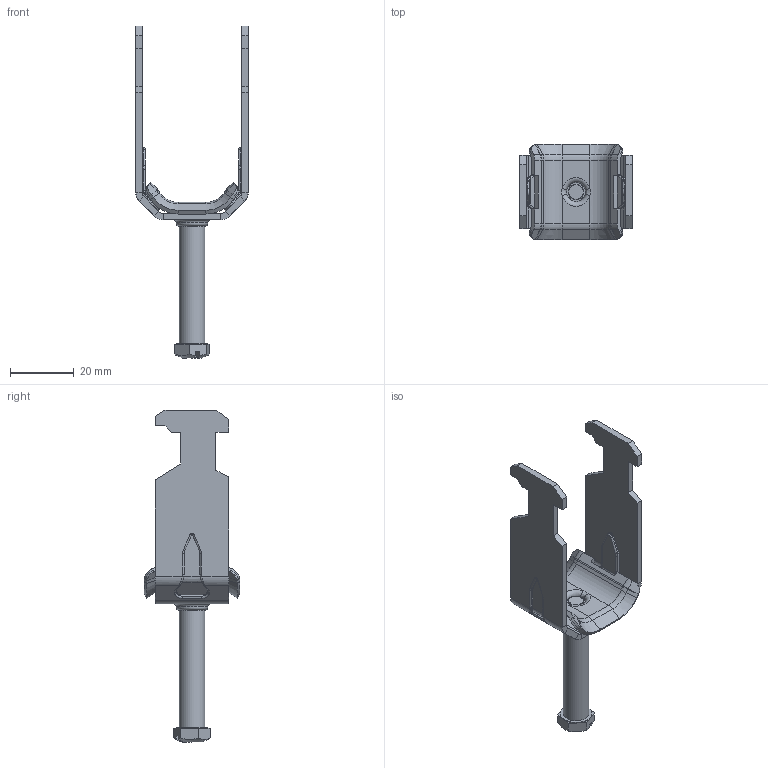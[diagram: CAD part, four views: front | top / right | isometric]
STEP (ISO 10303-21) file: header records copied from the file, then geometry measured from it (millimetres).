
FILE_DESCRIPTION(/* description */ (''),/* implementation_level */ '2;1');
FILE_NAME(/* name */ 'UK1 UKO1 22-28.stp',/* time_stamp */ '2020-11-16T11:49:49+01:00',/* author */ ('stanislaw.luczak'),/* organization */ (''),/* preprocessor_version */ 'ST-DEVELOPER v18.1',/* originating_system */ 'Autodesk Inventor 2021',/* authorisation */ '');
FILE_SCHEMA (('AUTOMOTIVE_DESIGN { 1 0 10303 214 3 1 1 }'));
Length unit declared in the file: millimetre
Products named in the file (4): UK1 UKO1 22-28; łezka 22-28; 22-28; śruba UK  - dlugosc 40mm
Assembly tree (3 placements, depth 2):
  UK1 UKO1 22-28
    łezka 22-28
    22-28
    śruba UK  - dlugosc 40mm
Bounding box: 35.34 x 30 x 104.5 mm (x, y, z)
Volume: 9765.7 mm3; surface area: 10510.1 mm2
Topology: 3 solids, 3 shells, 446 faces, 1120 edges, 674 vertices
Faces by surface type: plane 184, cylinder 126, bspline 61, torus 53, cone 22
Full cylindrical faces by diameter (mm): 4 x1, 4.5 x1, 5 x1, 6 x1, 6.466 x2, 8 x1, 10 x1
Entity records: 19098 total; most frequent: CARTESIAN_POINT 8540, ORIENTED_EDGE 2220, DIRECTION 2159, EDGE_CURVE 1110, AXIS2_PLACEMENT_3D 789, VERTEX_POINT 674, LINE 581, VECTOR 581
